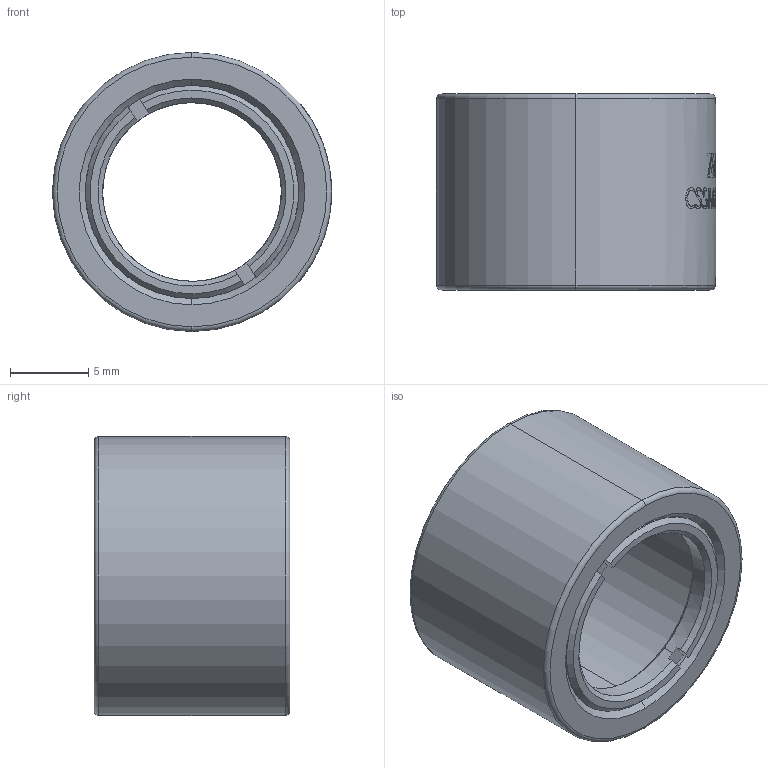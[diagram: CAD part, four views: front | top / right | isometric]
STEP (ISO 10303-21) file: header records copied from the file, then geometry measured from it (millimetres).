
FILE_DESCRIPTION (( 'STEP AP203' ), '1' );
FILE_NAME ('CSSM05-12.5B.STEP', '2025-08-29T02:08:12', ( '' ), ( '' ), 'SwSTEP 2.0', 'SolidWorks 2020', '' );
FILE_SCHEMA (( 'CONFIG_CONTROL_DESIGN' ));
Length unit declared in the file: millimetre
Products named in the file (1): CSSM05-12.5B
Bounding box: 17.8 x 12.5 x 17.8 mm (x, y, z)
Volume: 1417.8 mm3; surface area: 1793.3 mm2
Topology: 3 solids, 3 shells, 402 faces, 1103 edges, 730 vertices
Faces by surface type: bspline 265, plane 76, cylinder 37, cone 20, torus 4
Entity records: 23748 total; most frequent: CARTESIAN_POINT 15787, ORIENTED_EDGE 2206, EDGE_CURVE 1103, B_SPLINE_CURVE_WITH_KNOTS 847, VERTEX_POINT 730, DIRECTION 674, EDGE_LOOP 431, FACE_OUTER_BOUND 402
